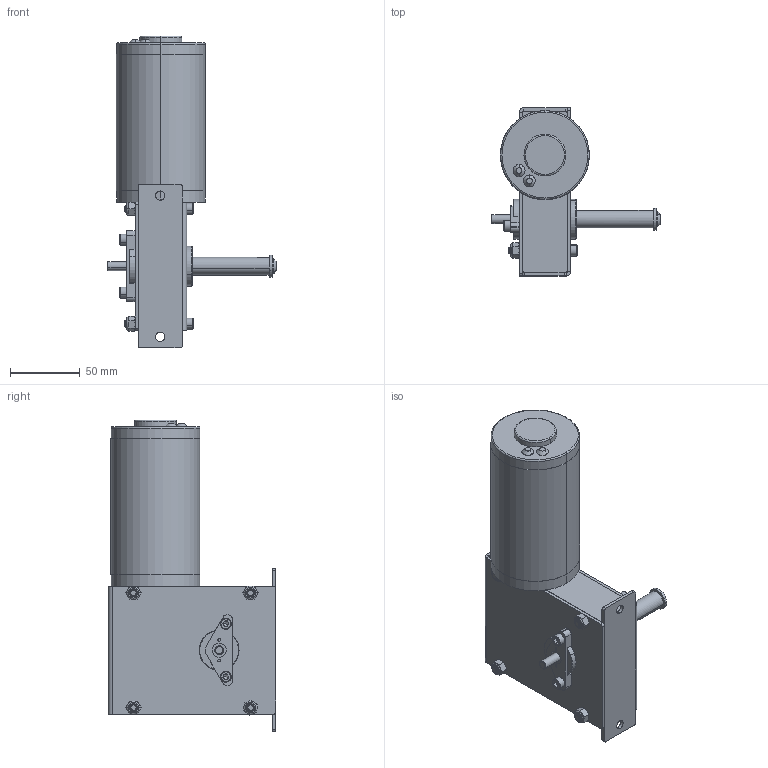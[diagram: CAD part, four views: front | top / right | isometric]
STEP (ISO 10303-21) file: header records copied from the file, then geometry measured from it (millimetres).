
FILE_DESCRIPTION (( 'STEP AP214' ), '1' );
FILE_NAME ('Worm Drive Gearbox 16to1.STEP', '2012-01-19T21:54:41', ( 'Mark' ), ( '' ), 'SwSTEP 2.0', 'SolidWorks 2010', '' );
FILE_SCHEMA (( 'AUTOMOTIVE_DESIGN' ));
Length unit declared in the file: inch
Products named in the file (23): Plate; Motor mount; LH Helical gear 12DP 32T 10HA 14.5PA 0.5FW_Inch - LH Helical gear 12DP 32T 10HA 14.5PA 0.5FW ---32N3.0H2.0L0.5N; worm; End plate; o Plate; FR8ZZ Bearing; FR6ZZ Bearing; CIM Motor; 500 hex to 8mm adapter; worm shaft; worm spacer; 8mm spacer; output shaft; PIN  0.1875x.75_SPS 0.1875x0.75; washer 0.25_Preferred Narrow FW 0.25; BHCS 0.25-20x0.625_SBHCSCREW 0.25-20x0.625-HX-C; SHCS 10-32x1.75_HX-SHCS 0.19-32x1.75x0.875-C; encoder bracket; Socket Head Cap Screw_AI_HX-SHCS 0.19-32x0.375x0.375-C; 10-32 Nylock Nut 1_90631A411; worm gear ring; Worm Drive Gearbox 16to1
Assembly tree (33 placements, depth 2):
  Worm Drive Gearbox 16to1
    FR6ZZ Bearing
    Socket Head Cap Screw_AI_HX-SHCS 0.19-32x0.375x0.375-C  x2
    washer 0.25_Preferred Narrow FW 0.25
    CIM Motor
    Motor mount
    BHCS 0.25-20x0.625_SBHCSCREW 0.25-20x0.625-HX-C
    500 hex to 8mm adapter
    10-32 Nylock Nut 1_90631A411  x4
    LH Helical gear 12DP 32T 10HA 14.5PA 0.5FW_Inch - LH Helical gear 12DP 32T 10HA 14.5PA 0.5FW ---32N3.0H2.0L0.5N
    SHCS 10-32x1.75_HX-SHCS 0.19-32x1.75x0.875-C  x4
    worm shaft
    worm
    worm spacer  x2
    End plate
    o Plate
    8mm spacer
    worm gear ring  x2
    FR8ZZ Bearing  x2
    encoder bracket
    PIN  0.1875x.75_SPS 0.1875x0.75  x2
    output shaft
    Plate
Bounding box: 121.84 x 120.65 x 224.14 mm (x, y, z)
Volume: 223086.4 mm3; surface area: 178683.6 mm2
Topology: 36 solids, 39 shells, 1266 faces, 3042 edges, 1876 vertices
Faces by surface type: cylinder 387, plane 309, cone 282, bspline 234, torus 52, sphere 2
Entity records: 135565 total; most frequent: CARTESIAN_POINT 115760, ORIENTED_EDGE 4194, DIRECTION 3461, EDGE_CURVE 2099, AXIS2_PLACEMENT_3D 1418, VERTEX_POINT 1343, EDGE_LOOP 941, FACE_OUTER_BOUND 833
